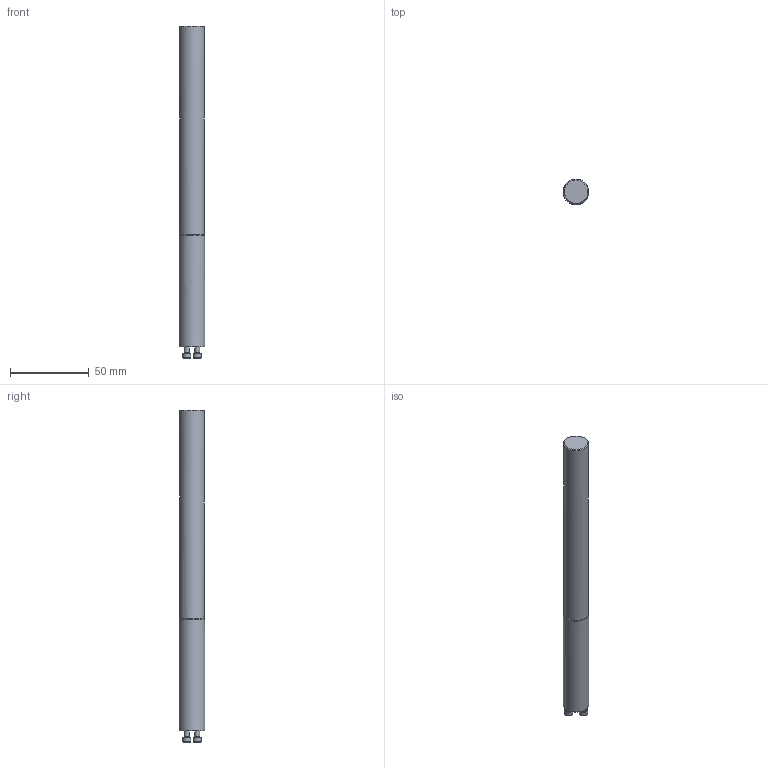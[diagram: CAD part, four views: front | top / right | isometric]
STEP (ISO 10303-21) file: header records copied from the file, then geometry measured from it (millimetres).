
FILE_DESCRIPTION(/* description */ (''),/* implementation_level */ '2;1');
FILE_NAME(/* name */ 'TOOLCOMP_1.STP',/* time_stamp */ '2024-08-23T10:07:43+02:00',/* author */ (''),/* organization */ ('SMS'),/* preprocessor_version */ 'ST-DEVELOPER v16.7',/* originating_system */ 'SIEMENS PLM Software NX 12.0',/* authorisation */ '');
FILE_SCHEMA (('AUTOMOTIVE_DESIGN { 1 0 10303 214 3 1 1 1 }'));
Length unit declared in the file: millimetre
Products named in the file (1): TOOLCOMP_1
Bounding box: 16.39 x 16.39 x 211 mm (x, y, z)
Volume: 41212.7 mm3; surface area: 11046.4 mm2
Topology: 1 solids, 1 shells, 141 faces, 351 edges, 220 vertices
Faces by surface type: plane 65, extrusion 36, cone 25, cylinder 8, torus 7
Full cylindrical faces by diameter (mm): 3 x3, 5.2 x3, 15.875 x1, 16.2 x1
Entity records: 5833 total; most frequent: CARTESIAN_POINT 2514, DIRECTION 674, ORIENTED_EDGE 652, EDGE_CURVE 326, AXIS2_PLACEMENT_3D 261, VERTEX_POINT 215, EDGE_LOOP 166, VECTOR 152
